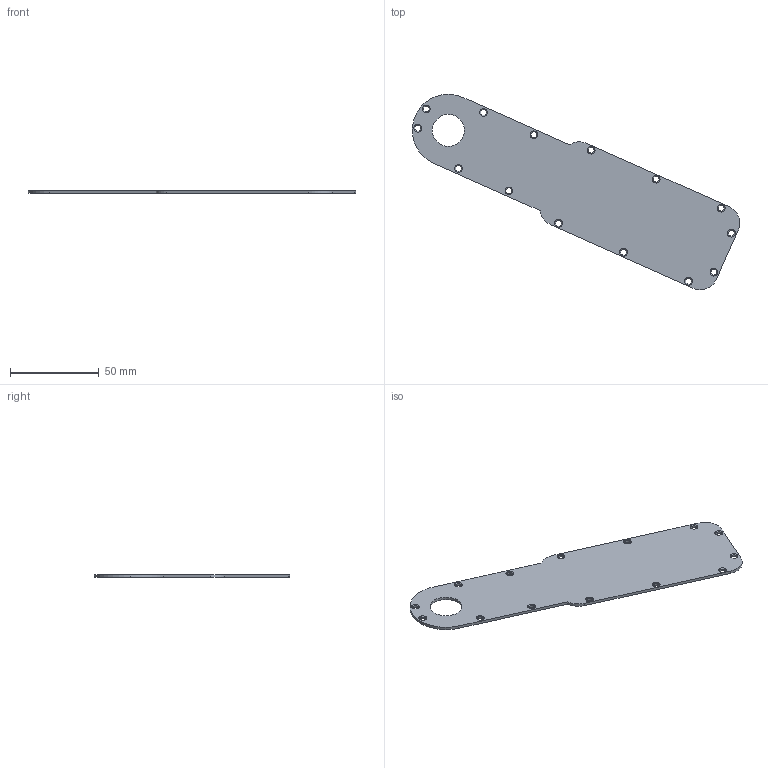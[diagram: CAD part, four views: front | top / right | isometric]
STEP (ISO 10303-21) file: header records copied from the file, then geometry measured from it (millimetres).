
FILE_DESCRIPTION (( 'STEP AP203' ), '1' );
FILE_NAME ('J5 side cover cap.STEP', '2017-08-03T01:25:47', ( '' ), ( '' ), 'SwSTEP 2.0', 'SolidWorks 2016', '' );
FILE_SCHEMA (( 'CONFIG_CONTROL_DESIGN' ));
Length unit declared in the file: millimetre
Products named in the file (1): J5 side cover cap
Bounding box: 183.98 x 109.68 x 1.59 mm (x, y, z)
Volume: 12928.7 mm3; surface area: 17318.9 mm2
Topology: 1 solids, 1 shells, 71 faces, 179 edges, 110 vertices
Faces by surface type: cylinder 36, cone 28, plane 7
Entity records: 2286 total; most frequent: DIRECTION 423, CARTESIAN_POINT 361, ORIENTED_EDGE 358, EDGE_CURVE 179, AXIS2_PLACEMENT_3D 172, VERTEX_POINT 110, EDGE_LOOP 101, CIRCLE 100
